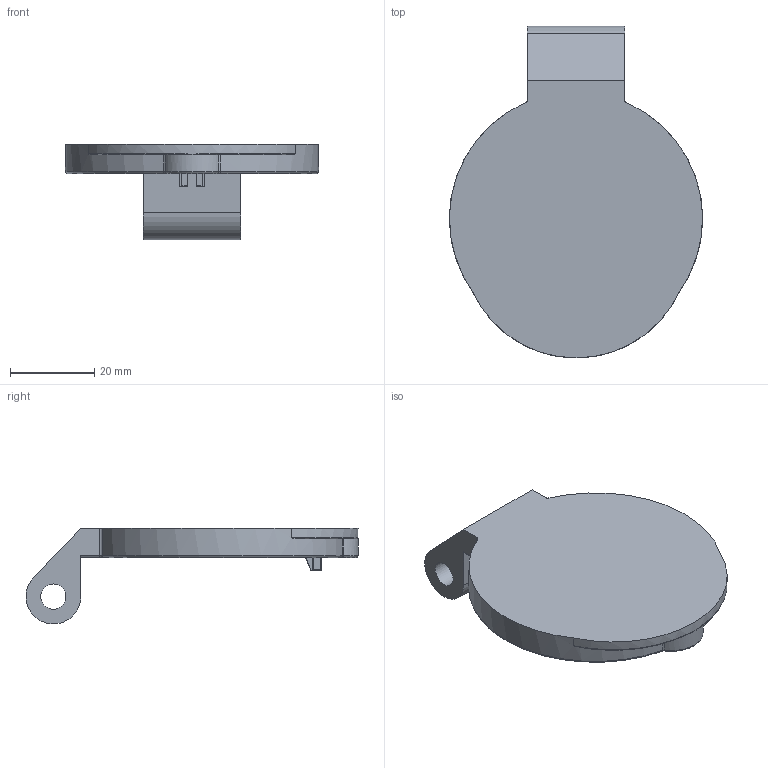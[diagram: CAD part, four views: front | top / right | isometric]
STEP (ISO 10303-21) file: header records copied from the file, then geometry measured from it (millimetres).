
FILE_DESCRIPTION(/* description */ (''),/* implementation_level */ '2;1');
FILE_NAME(/* name */ 'N4049_tampa_superior.stp',/* time_stamp */ '2021-03-25T11:15:20-03:00',/* author */ ('nilton'),/* organization */ (''),/* preprocessor_version */ 'ST-DEVELOPER v16.13',/* originating_system */ 'Autodesk Inventor 2018',/* authorisation */ '');
FILE_SCHEMA (('AUTOMOTIVE_DESIGN { 1 0 10303 214 3 1 1 }'));
Length unit declared in the file: millimetre
Products named in the file (1): N4049_tampa_superior
Bounding box: 60 x 78.69 x 22.74 mm (x, y, z)
Volume: 12638.1 mm3; surface area: 10952 mm2
Topology: 1 solids, 1 shells, 157 faces, 363 edges, 210 vertices
Faces by surface type: cylinder 71, plane 33, torus 32, sphere 15, bspline 6
Full cylindrical faces by diameter (mm): 6 x1
Entity records: 4641 total; most frequent: CARTESIAN_POINT 940, DIRECTION 862, ORIENTED_EDGE 720, EDGE_CURVE 360, AXIS2_PLACEMENT_3D 358, VERTEX_POINT 210, CIRCLE 196, EDGE_LOOP 164
